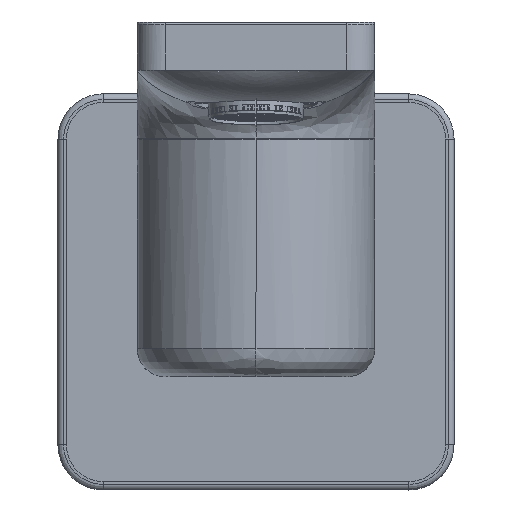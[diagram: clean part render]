
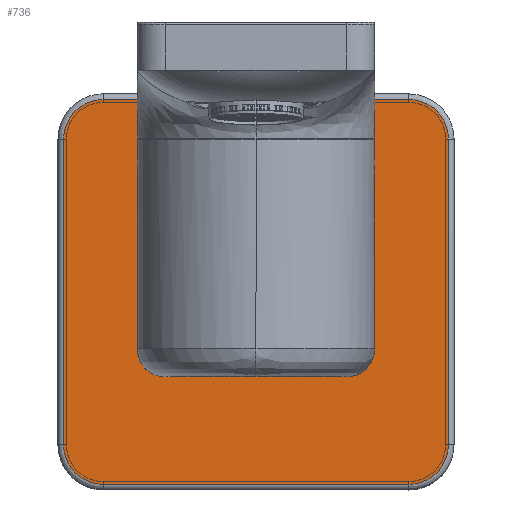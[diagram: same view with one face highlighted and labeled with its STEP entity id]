
A CAD part, front view. The second image highlights one B-rep face of the part: STEP entity #736.
In plain terms, the highlighted planar face has unit normal (0, -1, 0).
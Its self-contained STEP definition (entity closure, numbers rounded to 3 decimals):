
#153=FACE_BOUND('',#3373,.T.);
#154=FACE_BOUND('',#3374,.T.);
#155=FACE_BOUND('',#3375,.T.);
#736=ADVANCED_FACE('',(#2036,#153,#154,#155),#21918,.T.);
#2036=FACE_OUTER_BOUND('',#3372,.T.);
#3372=EDGE_LOOP('',(#6105,#6106,#6107,#6108,#6109,#6110,#6111,#6112));
#3373=EDGE_LOOP('',(#6113,#6114));
#3374=EDGE_LOOP('',(#6115,#6116));
#3375=EDGE_LOOP('',(#6117,#6118));
#6105=ORIENTED_EDGE('',*,*,#12606,.F.);
#6106=ORIENTED_EDGE('',*,*,#12687,.F.);
#6107=ORIENTED_EDGE('',*,*,#12605,.F.);
#6108=ORIENTED_EDGE('',*,*,#12671,.F.);
#6109=ORIENTED_EDGE('',*,*,#12604,.F.);
#6110=ORIENTED_EDGE('',*,*,#12677,.F.);
#6111=ORIENTED_EDGE('',*,*,#12603,.F.);
#6112=ORIENTED_EDGE('',*,*,#12682,.F.);
#6113=ORIENTED_EDGE('',*,*,#12619,.F.);
#6114=ORIENTED_EDGE('',*,*,#12622,.F.);
#6115=ORIENTED_EDGE('',*,*,#12625,.F.);
#6116=ORIENTED_EDGE('',*,*,#12628,.F.);
#6117=ORIENTED_EDGE('',*,*,#12609,.F.);
#6118=ORIENTED_EDGE('',*,*,#12616,.F.);
#12603=EDGE_CURVE('',#19559,#19560,#16569,.T.);
#12604=EDGE_CURVE('',#19561,#19562,#16570,.T.);
#12605=EDGE_CURVE('',#19563,#19564,#16571,.T.);
#12606=EDGE_CURVE('',#19565,#19558,#16572,.T.);
#12609=EDGE_CURVE('',#19570,#19571,#15826,.T.);
#12616=EDGE_CURVE('',#19571,#19570,#15828,.T.);
#12619=EDGE_CURVE('',#19566,#19567,#15830,.T.);
#12622=EDGE_CURVE('',#19567,#19566,#15832,.T.);
#12625=EDGE_CURVE('',#19568,#19569,#15834,.T.);
#12628=EDGE_CURVE('',#19569,#19568,#15836,.T.);
#12671=EDGE_CURVE('',#19562,#19563,#15858,.T.);
#12677=EDGE_CURVE('',#19560,#19561,#15863,.T.);
#12682=EDGE_CURVE('',#19558,#19559,#15867,.T.);
#12687=EDGE_CURVE('',#19564,#19565,#15871,.T.);
#15826=(
BOUNDED_CURVE()
B_SPLINE_CURVE(2,(#41940,#41941,#41942,#41943,#41944),.UNSPECIFIED.,.F.,
 .F.)
B_SPLINE_CURVE_WITH_KNOTS((3,2,3),(-40.841,-20.42,
0.),.UNSPECIFIED.)
CURVE()
GEOMETRIC_REPRESENTATION_ITEM()
RATIONAL_B_SPLINE_CURVE((1.,0.707,1.,0.707,1.))
REPRESENTATION_ITEM('')
);
#15828=(
BOUNDED_CURVE()
B_SPLINE_CURVE(2,(#41960,#41961,#41962,#41963,#41964),.UNSPECIFIED.,.F.,
 .F.)
B_SPLINE_CURVE_WITH_KNOTS((3,2,3),(-40.841,-20.42,
0.),.UNSPECIFIED.)
CURVE()
GEOMETRIC_REPRESENTATION_ITEM()
RATIONAL_B_SPLINE_CURVE((1.,0.707,1.,0.707,1.))
REPRESENTATION_ITEM('')
);
#15830=(
BOUNDED_CURVE()
B_SPLINE_CURVE(2,(#41972,#41973,#41974,#41975,#41976),.UNSPECIFIED.,.F.,
 .F.)
B_SPLINE_CURVE_WITH_KNOTS((3,2,3),(-5.498,-2.749,
0.),.UNSPECIFIED.)
CURVE()
GEOMETRIC_REPRESENTATION_ITEM()
RATIONAL_B_SPLINE_CURVE((1.,0.707,1.,0.707,1.))
REPRESENTATION_ITEM('')
);
#15832=(
BOUNDED_CURVE()
B_SPLINE_CURVE(2,(#41984,#41985,#41986,#41987,#41988),.UNSPECIFIED.,.F.,
 .F.)
B_SPLINE_CURVE_WITH_KNOTS((3,2,3),(-5.498,-2.749,
0.),.UNSPECIFIED.)
CURVE()
GEOMETRIC_REPRESENTATION_ITEM()
RATIONAL_B_SPLINE_CURVE((1.,0.707,1.,0.707,1.))
REPRESENTATION_ITEM('')
);
#15834=(
BOUNDED_CURVE()
B_SPLINE_CURVE(2,(#41996,#41997,#41998,#41999,#42000),.UNSPECIFIED.,.F.,
 .F.)
B_SPLINE_CURVE_WITH_KNOTS((3,2,3),(-5.498,-2.749,
0.),.UNSPECIFIED.)
CURVE()
GEOMETRIC_REPRESENTATION_ITEM()
RATIONAL_B_SPLINE_CURVE((1.,0.707,1.,0.707,1.))
REPRESENTATION_ITEM('')
);
#15836=(
BOUNDED_CURVE()
B_SPLINE_CURVE(2,(#42008,#42009,#42010,#42011,#42012),.UNSPECIFIED.,.F.,
 .F.)
B_SPLINE_CURVE_WITH_KNOTS((3,2,3),(-5.498,-2.749,
0.),.UNSPECIFIED.)
CURVE()
GEOMETRIC_REPRESENTATION_ITEM()
RATIONAL_B_SPLINE_CURVE((1.,0.707,1.,0.707,1.))
REPRESENTATION_ITEM('')
);
#15858=(
BOUNDED_CURVE()
B_SPLINE_CURVE(2,(#42118,#42119,#42120),.UNSPECIFIED.,.F.,.F.)
B_SPLINE_CURVE_WITH_KNOTS((3,3),(-10.996,0.),.UNSPECIFIED.)
CURVE()
GEOMETRIC_REPRESENTATION_ITEM()
RATIONAL_B_SPLINE_CURVE((1.,0.707,1.))
REPRESENTATION_ITEM('')
);
#15863=(
BOUNDED_CURVE()
B_SPLINE_CURVE(2,(#42135,#42136,#42137),.UNSPECIFIED.,.F.,.F.)
B_SPLINE_CURVE_WITH_KNOTS((3,3),(-10.996,0.),.UNSPECIFIED.)
CURVE()
GEOMETRIC_REPRESENTATION_ITEM()
RATIONAL_B_SPLINE_CURVE((1.,0.707,1.))
REPRESENTATION_ITEM('')
);
#15867=(
BOUNDED_CURVE()
B_SPLINE_CURVE(2,(#42149,#42150,#42151),.UNSPECIFIED.,.F.,.F.)
B_SPLINE_CURVE_WITH_KNOTS((3,3),(-10.996,0.),.UNSPECIFIED.)
CURVE()
GEOMETRIC_REPRESENTATION_ITEM()
RATIONAL_B_SPLINE_CURVE((1.,0.707,1.))
REPRESENTATION_ITEM('')
);
#15871=(
BOUNDED_CURVE()
B_SPLINE_CURVE(2,(#42163,#42164,#42165),.UNSPECIFIED.,.F.,.F.)
B_SPLINE_CURVE_WITH_KNOTS((3,3),(-10.996,0.),.UNSPECIFIED.)
CURVE()
GEOMETRIC_REPRESENTATION_ITEM()
RATIONAL_B_SPLINE_CURVE((1.,0.707,1.))
REPRESENTATION_ITEM('')
);
#16569=B_SPLINE_CURVE_WITH_KNOTS('',1,(#41925,#41926),.UNSPECIFIED.,.F.,
 .F.,(2,2),(0.,54.),.UNSPECIFIED.);
#16570=B_SPLINE_CURVE_WITH_KNOTS('',1,(#41927,#41928),.UNSPECIFIED.,.F.,
 .F.,(2,2),(0.,54.),.UNSPECIFIED.);
#16571=B_SPLINE_CURVE_WITH_KNOTS('',1,(#41929,#41930),.UNSPECIFIED.,.F.,
 .F.,(2,2),(0.,54.),.UNSPECIFIED.);
#16572=B_SPLINE_CURVE_WITH_KNOTS('',1,(#41931,#41932),.UNSPECIFIED.,.F.,
 .F.,(2,2),(0.,54.),.UNSPECIFIED.);
#19558=VERTEX_POINT('',#41865);
#19559=VERTEX_POINT('',#41866);
#19560=VERTEX_POINT('',#41867);
#19561=VERTEX_POINT('',#41868);
#19562=VERTEX_POINT('',#41869);
#19563=VERTEX_POINT('',#41870);
#19564=VERTEX_POINT('',#41871);
#19565=VERTEX_POINT('',#41872);
#19566=VERTEX_POINT('',#41873);
#19567=VERTEX_POINT('',#41874);
#19568=VERTEX_POINT('',#41875);
#19569=VERTEX_POINT('',#41876);
#19570=VERTEX_POINT('',#41877);
#19571=VERTEX_POINT('',#41878);
#21918=PLANE('',#23218);
#23218=AXIS2_PLACEMENT_3D('',#41184,#24373,$);
#24373=DIRECTION('',(0.,-1.,0.));
#41184=CARTESIAN_POINT('',(-40.92,0.,40.92));
#41865=CARTESIAN_POINT('',(27.,0.,34.));
#41866=CARTESIAN_POINT('',(34.,0.,27.));
#41867=CARTESIAN_POINT('',(34.,0.,-27.));
#41868=CARTESIAN_POINT('',(27.,0.,-34.));
#41869=CARTESIAN_POINT('',(-27.,0.,-34.));
#41870=CARTESIAN_POINT('',(-34.,0.,-27.));
#41871=CARTESIAN_POINT('',(-34.,0.,27.));
#41872=CARTESIAN_POINT('',(-27.,0.,34.));
#41873=CARTESIAN_POINT('',(-11.25,0.,-10.));
#41874=CARTESIAN_POINT('',(-14.75,0.,-10.));
#41875=CARTESIAN_POINT('',(14.75,0.,-10.));
#41876=CARTESIAN_POINT('',(11.25,0.,-10.));
#41877=CARTESIAN_POINT('',(13.,0.,0.));
#41878=CARTESIAN_POINT('',(-13.,0.,0.));
#41925=CARTESIAN_POINT('',(34.,0.,27.));
#41926=CARTESIAN_POINT('',(34.,0.,-27.));
#41927=CARTESIAN_POINT('',(27.,0.,-34.));
#41928=CARTESIAN_POINT('',(-27.,0.,-34.));
#41929=CARTESIAN_POINT('',(-34.,0.,-27.));
#41930=CARTESIAN_POINT('',(-34.,0.,27.));
#41931=CARTESIAN_POINT('',(-27.,0.,34.));
#41932=CARTESIAN_POINT('',(27.,0.,34.));
#41940=CARTESIAN_POINT('',(13.,0.,0.));
#41941=CARTESIAN_POINT('',(13.,0.,13.));
#41942=CARTESIAN_POINT('',(0.,0.,13.));
#41943=CARTESIAN_POINT('',(-13.,0.,13.));
#41944=CARTESIAN_POINT('',(-13.,0.,0.));
#41960=CARTESIAN_POINT('',(-13.,0.,0.));
#41961=CARTESIAN_POINT('',(-13.,0.,-13.));
#41962=CARTESIAN_POINT('',(0.,0.,
-13.));
#41963=CARTESIAN_POINT('',(13.,0.,-13.));
#41964=CARTESIAN_POINT('',(13.,0.,0.));
#41972=CARTESIAN_POINT('',(-11.25,0.,-10.));
#41973=CARTESIAN_POINT('',(-11.25,0.,-8.25));
#41974=CARTESIAN_POINT('',(-13.,0.,-8.25));
#41975=CARTESIAN_POINT('',(-14.75,0.,-8.25));
#41976=CARTESIAN_POINT('',(-14.75,0.,-10.));
#41984=CARTESIAN_POINT('',(-14.75,0.,-10.));
#41985=CARTESIAN_POINT('',(-14.75,0.,-11.75));
#41986=CARTESIAN_POINT('',(-13.,0.,-11.75));
#41987=CARTESIAN_POINT('',(-11.25,0.,-11.75));
#41988=CARTESIAN_POINT('',(-11.25,0.,-10.));
#41996=CARTESIAN_POINT('',(14.75,0.,-10.));
#41997=CARTESIAN_POINT('',(14.75,0.,-8.25));
#41998=CARTESIAN_POINT('',(13.,0.,-8.25));
#41999=CARTESIAN_POINT('',(11.25,0.,-8.25));
#42000=CARTESIAN_POINT('',(11.25,0.,-10.));
#42008=CARTESIAN_POINT('',(11.25,0.,-10.));
#42009=CARTESIAN_POINT('',(11.25,0.,-11.75));
#42010=CARTESIAN_POINT('',(13.,0.,-11.75));
#42011=CARTESIAN_POINT('',(14.75,0.,-11.75));
#42012=CARTESIAN_POINT('',(14.75,0.,-10.));
#42118=CARTESIAN_POINT('',(-27.,0.,-34.));
#42119=CARTESIAN_POINT('',(-34.,0.,-34.));
#42120=CARTESIAN_POINT('',(-34.,0.,-27.));
#42135=CARTESIAN_POINT('',(34.,0.,-27.));
#42136=CARTESIAN_POINT('',(34.,0.,-34.));
#42137=CARTESIAN_POINT('',(27.,0.,-34.));
#42149=CARTESIAN_POINT('',(27.,0.,34.));
#42150=CARTESIAN_POINT('',(34.,0.,34.));
#42151=CARTESIAN_POINT('',(34.,0.,27.));
#42163=CARTESIAN_POINT('',(-34.,0.,27.));
#42164=CARTESIAN_POINT('',(-34.,0.,34.));
#42165=CARTESIAN_POINT('',(-27.,0.,34.));
